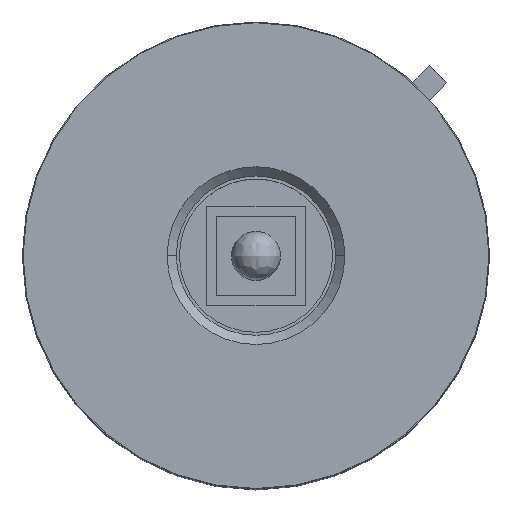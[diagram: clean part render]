
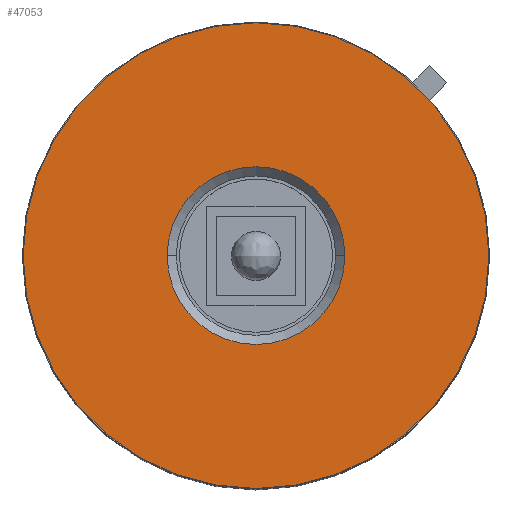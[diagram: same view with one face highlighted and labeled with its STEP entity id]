
A CAD part, top view. The second image highlights one B-rep face of the part: STEP entity #47053.
In plain terms, the highlighted planar face has unit normal (0, 0, 1).
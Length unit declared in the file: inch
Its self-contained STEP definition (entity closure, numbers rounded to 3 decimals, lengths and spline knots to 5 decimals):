
#2002 = CARTESIAN_POINT ( 'NONE',  ( -0.29921, 0., 0.54843 ) ) ;
#2896 = ORIENTED_EDGE ( 'NONE', *, *, #44477, .F. ) ;
#3229 = FACE_OUTER_BOUND ( 'NONE', #4441, .T. ) ;
#4441 = EDGE_LOOP ( 'NONE', ( #35753, #2896 ) ) ;
#7561 = VERTEX_POINT ( 'NONE', #62509 ) ;
#17425 = DIRECTION ( 'NONE',  ( 0., 0., 1. ) ) ;
#17706 = CARTESIAN_POINT ( 'NONE',  ( 0., 0., 0.54843 ) ) ;
#18151 = VERTEX_POINT ( 'NONE', #20426 ) ;
#20426 = CARTESIAN_POINT ( 'NONE',  ( -0.11417, 0., 0.54843 ) ) ;
#21255 = VERTEX_POINT ( 'NONE', #61470 ) ;
#21349 = EDGE_CURVE ( 'NONE', #18151, #21255, #58467, .T. ) ;
#23268 = DIRECTION ( 'NONE',  ( 1., 0., 0. ) ) ;
#23527 = ORIENTED_EDGE ( 'NONE', *, *, #21349, .F. ) ;
#28320 = CARTESIAN_POINT ( 'NONE',  ( 0., 0., 0.54843 ) ) ;
#28670 = EDGE_CURVE ( 'NONE', #50646, #7561, #70612, .T. ) ;
#30109 = CARTESIAN_POINT ( 'NONE',  ( 0., 0., 0.54843 ) ) ;
#30953 = FACE_BOUND ( 'NONE', #45183, .T. ) ;
#31379 = DIRECTION ( 'NONE',  ( 0., 0., -1. ) ) ;
#33912 = DIRECTION ( 'NONE',  ( -1., 0., 0. ) ) ;
#35707 = DIRECTION ( 'NONE',  ( -1., 0., 0. ) ) ;
#35753 = ORIENTED_EDGE ( 'NONE', *, *, #28670, .F. ) ;
#35814 = CIRCLE ( 'NONE', #49460, 0.29921 ) ;
#39277 = PLANE ( 'NONE',  #48677 ) ;
#44477 = EDGE_CURVE ( 'NONE', #7561, #50646, #35814, .T. ) ;
#45183 = EDGE_LOOP ( 'NONE', ( #54686, #23527 ) ) ;
#47053 = ADVANCED_FACE ( 'NONE', ( #3229, #30953 ), #39277, .F. ) ;
#48677 = AXIS2_PLACEMENT_3D ( 'NONE', #28320, #67244, #33912 ) ;
#49460 = AXIS2_PLACEMENT_3D ( 'NONE', #30109, #69008, #35707 ) ;
#50560 = CIRCLE ( 'NONE', #56719, 0.11417 ) ;
#50646 = VERTEX_POINT ( 'NONE', #2002 ) ;
#50717 = CARTESIAN_POINT ( 'NONE',  ( 0., 0., 0.54843 ) ) ;
#54686 = ORIENTED_EDGE ( 'NONE', *, *, #65788, .F. ) ;
#56333 = DIRECTION ( 'NONE',  ( 1., 0., 0. ) ) ;
#56623 = DIRECTION ( 'NONE',  ( 0., 0., 1. ) ) ;
#56719 = AXIS2_PLACEMENT_3D ( 'NONE', #50717, #17425, #56333 ) ;
#58467 = CIRCLE ( 'NONE', #62071, 0.11417 ) ;
#61470 = CARTESIAN_POINT ( 'NONE',  ( 0.11417, 0., 0.54843 ) ) ;
#62071 = AXIS2_PLACEMENT_3D ( 'NONE', #17706, #56623, #23268 ) ;
#62509 = CARTESIAN_POINT ( 'NONE',  ( 0.29921, 0., 0.54843 ) ) ;
#64732 = CARTESIAN_POINT ( 'NONE',  ( 0., 0., 0.54843 ) ) ;
#65788 = EDGE_CURVE ( 'NONE', #21255, #18151, #50560, .T. ) ;
#65904 = AXIS2_PLACEMENT_3D ( 'NONE', #64732, #31379, #70261 ) ;
#67244 = DIRECTION ( 'NONE',  ( 0., 0., -1. ) ) ;
#69008 = DIRECTION ( 'NONE',  ( 0., 0., -1. ) ) ;
#70261 = DIRECTION ( 'NONE',  ( -1., 0., 0. ) ) ;
#70612 = CIRCLE ( 'NONE', #65904, 0.29921 ) ;
